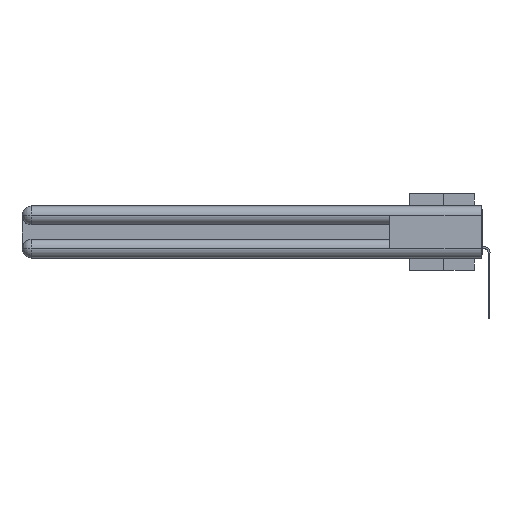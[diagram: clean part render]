
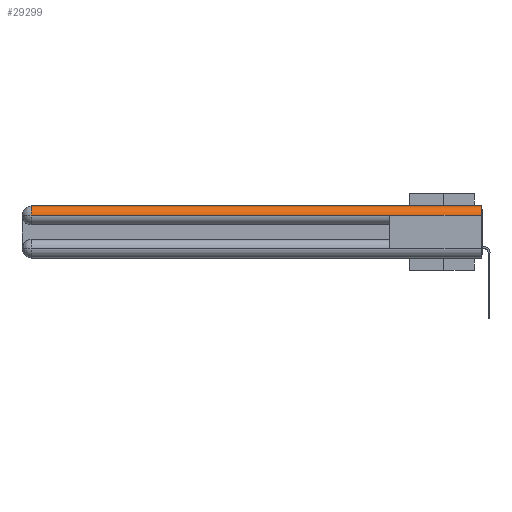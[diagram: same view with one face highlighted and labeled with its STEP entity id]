
A CAD part, left-side view. The second image highlights one B-rep face of the part: STEP entity #29299.
In plain terms, the highlighted cylindrical face has radius 1.562 mm (diameter 3.124 mm), a partial arc.
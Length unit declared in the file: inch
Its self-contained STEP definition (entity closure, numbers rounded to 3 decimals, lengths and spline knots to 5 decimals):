
#39 = CARTESIAN_POINT ( 'NONE',  ( 0., 3., -0.0615 ) ) ;
#313 = VERTEX_POINT ( 'NONE', #12288 ) ;
#1328 = LINE ( 'NONE', #27575, #5026 ) ;
#2095 = LINE ( 'NONE', #6955, #12105 ) ;
#3283 = DIRECTION ( 'NONE',  ( 0., -1., 0. ) ) ;
#3835 = VERTEX_POINT ( 'NONE', #22170 ) ;
#5026 = VECTOR ( 'NONE', #30670, 39.37008 ) ;
#5852 = VERTEX_POINT ( 'NONE', #30994 ) ;
#5938 = DIRECTION ( 'NONE',  ( 0., 0., 1. ) ) ;
#6067 = EDGE_CURVE ( 'NONE', #5852, #313, #24370, .T. ) ;
#6955 = CARTESIAN_POINT ( 'NONE',  ( 0.0615, 0., 0. ) ) ;
#8309 = CARTESIAN_POINT ( 'NONE',  ( 0.0615, 2.94, -0.0615 ) ) ;
#8998 = DIRECTION ( 'NONE',  ( 1., 0., 0. ) ) ;
#10821 = ORIENTED_EDGE ( 'NONE', *, *, #25925, .F. ) ;
#11466 = VERTEX_POINT ( 'NONE', #36630 ) ;
#12105 = VECTOR ( 'NONE', #16043, 39.37008 ) ;
#12288 = CARTESIAN_POINT ( 'NONE',  ( 0., 0.6, -0.0615 ) ) ;
#12382 = FACE_OUTER_BOUND ( 'NONE', #32004, .T. ) ;
#12993 = ORIENTED_EDGE ( 'NONE', *, *, #32494, .F. ) ;
#14351 = CARTESIAN_POINT ( 'NONE',  ( 0.0615, 0., -0.0615 ) ) ;
#14603 = DIRECTION ( 'NONE',  ( 0., -1., 0. ) ) ;
#16043 = DIRECTION ( 'NONE',  ( 0., -1., 0. ) ) ;
#17682 = DIRECTION ( 'NONE',  ( 0., 1., 0. ) ) ;
#18128 = CIRCLE ( 'NONE', #23609, 0.0615 ) ;
#19519 = AXIS2_PLACEMENT_3D ( 'NONE', #14351, #17682, #5938 ) ;
#20354 = DIRECTION ( 'NONE',  ( 0., -1., 0. ) ) ;
#20941 = CARTESIAN_POINT ( 'NONE',  ( 0.0615, 0., -0.0615 ) ) ;
#22170 = CARTESIAN_POINT ( 'NONE',  ( 0., 0., -0.0615 ) ) ;
#23609 = AXIS2_PLACEMENT_3D ( 'NONE', #20941, #3283, #8998 ) ;
#24091 = ORIENTED_EDGE ( 'NONE', *, *, #24389, .F. ) ;
#24370 = LINE ( 'NONE', #39, #27582 ) ;
#24389 = EDGE_CURVE ( 'NONE', #36204, #11466, #2095, .T. ) ;
#24840 = CYLINDRICAL_SURFACE ( 'NONE', #19519, 0.0615 ) ;
#25600 = CARTESIAN_POINT ( 'NONE',  ( 0.0615, 2.94, 0. ) ) ;
#25925 = EDGE_CURVE ( 'NONE', #11466, #3835, #18128, .T. ) ;
#27575 = CARTESIAN_POINT ( 'NONE',  ( 0., 3., -0.0615 ) ) ;
#27582 = VECTOR ( 'NONE', #14603, 39.37008 ) ;
#27951 = EDGE_CURVE ( 'NONE', #36204, #5852, #28521, .T. ) ;
#28521 = CIRCLE ( 'NONE', #32816, 0.0615 ) ;
#28552 = ORIENTED_EDGE ( 'NONE', *, *, #27951, .T. ) ;
#28972 = DIRECTION ( 'NONE',  ( 0., 0., 1. ) ) ;
#29299 = ADVANCED_FACE ( 'NONE', ( #12382 ), #24840, .T. ) ;
#30670 = DIRECTION ( 'NONE',  ( 0., 1., 0. ) ) ;
#30994 = CARTESIAN_POINT ( 'NONE',  ( 0., 2.94, -0.0615 ) ) ;
#32004 = EDGE_LOOP ( 'NONE', ( #24091, #28552, #33273, #12993, #10821 ) ) ;
#32494 = EDGE_CURVE ( 'NONE', #3835, #313, #1328, .T. ) ;
#32816 = AXIS2_PLACEMENT_3D ( 'NONE', #8309, #20354, #28972 ) ;
#33273 = ORIENTED_EDGE ( 'NONE', *, *, #6067, .T. ) ;
#36204 = VERTEX_POINT ( 'NONE', #25600 ) ;
#36630 = CARTESIAN_POINT ( 'NONE',  ( 0.0615, 0., 0. ) ) ;
